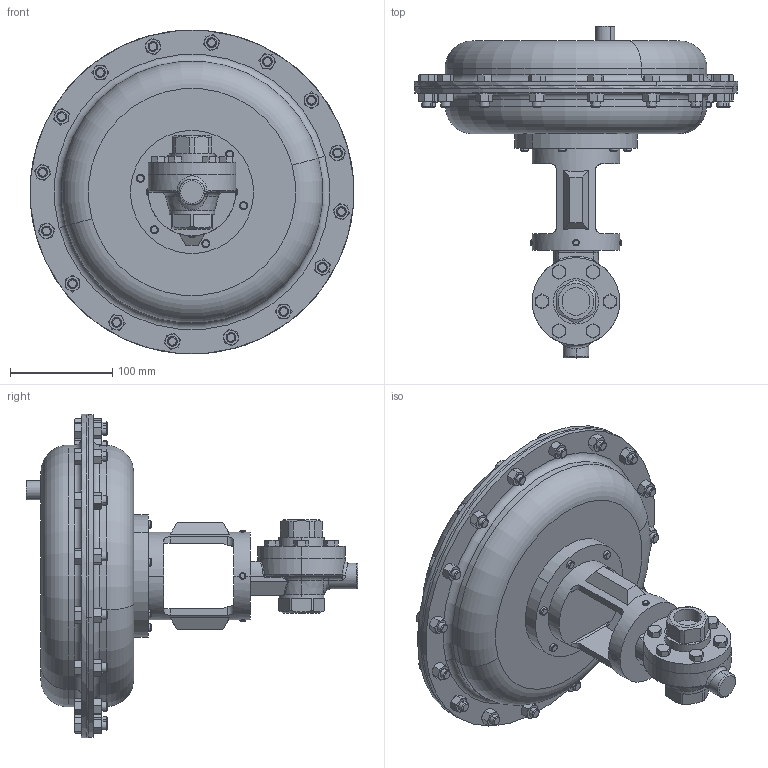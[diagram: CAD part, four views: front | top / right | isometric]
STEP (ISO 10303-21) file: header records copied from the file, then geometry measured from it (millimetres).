
FILE_DESCRIPTION (( 'STEP AP203' ), '1' );
FILE_NAME ('70-075-CS+S6-SW-55M.STEP', '2017-08-23T17:34:15', ( '' ), ( '' ), 'SwSTEP 2.0', 'SolidWorks 2014', '' );
FILE_SCHEMA (( 'CONFIG_CONTROL_DESIGN' ));
Length unit declared in the file: inch
Products named in the file (1): 70-075-CS+S6-SW-55M
Bounding box: 317.5 x 325.25 x 317.5 mm (x, y, z)
Volume: 5569377.1 mm3; surface area: 293967.5 mm2
Topology: 1 solids, 1 shells, 873 faces, 1984 edges, 1182 vertices
Faces by surface type: cone 385, plane 349, cylinder 103, torus 18, bspline 16, sphere 2
Entity records: 28231 total; most frequent: CARTESIAN_POINT 9749, ORIENTED_EDGE 3964, DIRECTION 3579, EDGE_CURVE 1982, AXIS2_PLACEMENT_3D 1482, VERTEX_POINT 1182, EDGE_LOOP 946, FACE_OUTER_BOUND 873
